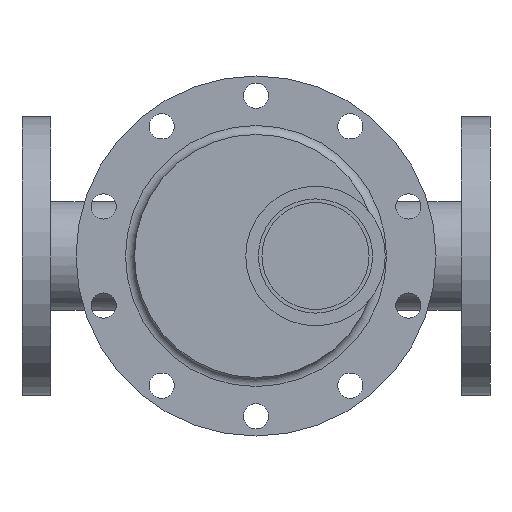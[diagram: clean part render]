
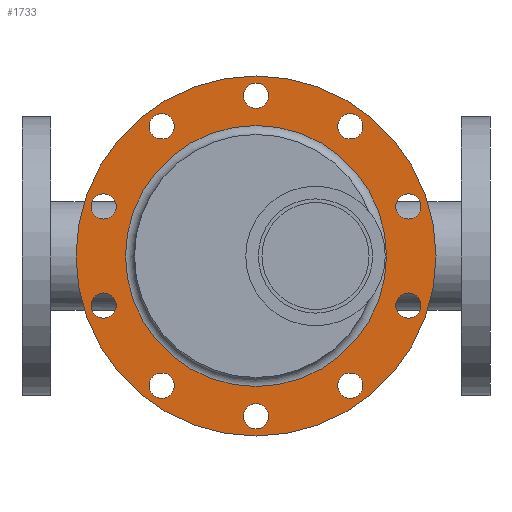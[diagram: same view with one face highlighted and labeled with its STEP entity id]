
A CAD part, left-side view. The second image highlights one B-rep face of the part: STEP entity #1733.
In plain terms, the highlighted planar face has unit normal (-1, 0, 0).
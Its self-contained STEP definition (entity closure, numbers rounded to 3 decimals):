
#113=FACE_BOUND('',#429,.T.);
#114=FACE_BOUND('',#430,.T.);
#115=FACE_BOUND('',#431,.T.);
#116=FACE_BOUND('',#432,.T.);
#117=FACE_BOUND('',#433,.T.);
#118=FACE_BOUND('',#434,.T.);
#119=FACE_BOUND('',#435,.T.);
#120=FACE_BOUND('',#436,.T.);
#121=FACE_BOUND('',#437,.T.);
#122=FACE_BOUND('',#438,.T.);
#123=FACE_BOUND('',#439,.T.);
#152=PLANE('',#1970);
#243=FACE_OUTER_BOUND('',#428,.T.);
#428=EDGE_LOOP('',(#1497));
#429=EDGE_LOOP('',(#1498));
#430=EDGE_LOOP('',(#1499));
#431=EDGE_LOOP('',(#1500));
#432=EDGE_LOOP('',(#1501));
#433=EDGE_LOOP('',(#1502));
#434=EDGE_LOOP('',(#1503));
#435=EDGE_LOOP('',(#1504));
#436=EDGE_LOOP('',(#1505));
#437=EDGE_LOOP('',(#1506));
#438=EDGE_LOOP('',(#1507));
#439=EDGE_LOOP('',(#1508));
#731=CIRCLE('',#1968,72.5);
#733=CIRCLE('',#1971,100.);
#734=CIRCLE('',#1972,7.);
#735=CIRCLE('',#1973,7.);
#736=CIRCLE('',#1974,7.);
#737=CIRCLE('',#1975,7.);
#738=CIRCLE('',#1976,7.);
#739=CIRCLE('',#1977,7.);
#740=CIRCLE('',#1978,7.);
#741=CIRCLE('',#1979,7.);
#742=CIRCLE('',#1980,7.);
#743=CIRCLE('',#1981,7.);
#881=VERTEX_POINT('',#3216);
#882=VERTEX_POINT('',#3220);
#883=VERTEX_POINT('',#3222);
#884=VERTEX_POINT('',#3224);
#885=VERTEX_POINT('',#3226);
#886=VERTEX_POINT('',#3228);
#887=VERTEX_POINT('',#3230);
#888=VERTEX_POINT('',#3232);
#889=VERTEX_POINT('',#3234);
#890=VERTEX_POINT('',#3236);
#891=VERTEX_POINT('',#3238);
#892=VERTEX_POINT('',#3240);
#1090=EDGE_CURVE('',#881,#881,#731,.T.);
#1092=EDGE_CURVE('',#882,#882,#733,.T.);
#1093=EDGE_CURVE('',#883,#883,#734,.T.);
#1094=EDGE_CURVE('',#884,#884,#735,.T.);
#1095=EDGE_CURVE('',#885,#885,#736,.T.);
#1096=EDGE_CURVE('',#886,#886,#737,.T.);
#1097=EDGE_CURVE('',#887,#887,#738,.T.);
#1098=EDGE_CURVE('',#888,#888,#739,.T.);
#1099=EDGE_CURVE('',#889,#889,#740,.T.);
#1100=EDGE_CURVE('',#890,#890,#741,.T.);
#1101=EDGE_CURVE('',#891,#891,#742,.T.);
#1102=EDGE_CURVE('',#892,#892,#743,.T.);
#1497=ORIENTED_EDGE('',*,*,#1092,.T.);
#1498=ORIENTED_EDGE('',*,*,#1093,.T.);
#1499=ORIENTED_EDGE('',*,*,#1094,.T.);
#1500=ORIENTED_EDGE('',*,*,#1095,.T.);
#1501=ORIENTED_EDGE('',*,*,#1096,.T.);
#1502=ORIENTED_EDGE('',*,*,#1097,.T.);
#1503=ORIENTED_EDGE('',*,*,#1098,.T.);
#1504=ORIENTED_EDGE('',*,*,#1099,.T.);
#1505=ORIENTED_EDGE('',*,*,#1100,.T.);
#1506=ORIENTED_EDGE('',*,*,#1101,.T.);
#1507=ORIENTED_EDGE('',*,*,#1102,.T.);
#1508=ORIENTED_EDGE('',*,*,#1090,.F.);
#1733=ADVANCED_FACE('',(#243,#113,#114,#115,#116,#117,#118,#119,#120,#121,
#122,#123),#152,.T.);
#1968=AXIS2_PLACEMENT_3D('',#3217,#2459,#2460);
#1970=AXIS2_PLACEMENT_3D('',#3219,#2463,#2464);
#1971=AXIS2_PLACEMENT_3D('',#3221,#2465,#2466);
#1972=AXIS2_PLACEMENT_3D('',#3223,#2467,#2468);
#1973=AXIS2_PLACEMENT_3D('',#3225,#2469,#2470);
#1974=AXIS2_PLACEMENT_3D('',#3227,#2471,#2472);
#1975=AXIS2_PLACEMENT_3D('',#3229,#2473,#2474);
#1976=AXIS2_PLACEMENT_3D('',#3231,#2475,#2476);
#1977=AXIS2_PLACEMENT_3D('',#3233,#2477,#2478);
#1978=AXIS2_PLACEMENT_3D('',#3235,#2479,#2480);
#1979=AXIS2_PLACEMENT_3D('',#3237,#2481,#2482);
#1980=AXIS2_PLACEMENT_3D('',#3239,#2483,#2484);
#1981=AXIS2_PLACEMENT_3D('',#3241,#2485,#2486);
#2459=DIRECTION('center_axis',(-1.,0.,0.));
#2460=DIRECTION('ref_axis',(0.,0.,1.));
#2463=DIRECTION('center_axis',(-1.,0.,0.));
#2464=DIRECTION('ref_axis',(0.,0.,1.));
#2465=DIRECTION('center_axis',(-1.,0.,0.));
#2466=DIRECTION('ref_axis',(0.,0.,1.));
#2467=DIRECTION('center_axis',(1.,0.,0.));
#2468=DIRECTION('ref_axis',(0.,0.,1.));
#2469=DIRECTION('center_axis',(1.,0.,0.));
#2470=DIRECTION('ref_axis',(0.,0.,1.));
#2471=DIRECTION('center_axis',(1.,0.,0.));
#2472=DIRECTION('ref_axis',(0.,0.,1.));
#2473=DIRECTION('center_axis',(1.,0.,0.));
#2474=DIRECTION('ref_axis',(0.,0.,1.));
#2475=DIRECTION('center_axis',(1.,0.,0.));
#2476=DIRECTION('ref_axis',(0.,0.,1.));
#2477=DIRECTION('center_axis',(1.,0.,0.));
#2478=DIRECTION('ref_axis',(0.,0.,1.));
#2479=DIRECTION('center_axis',(1.,0.,0.));
#2480=DIRECTION('ref_axis',(0.,0.,1.));
#2481=DIRECTION('center_axis',(1.,0.,0.));
#2482=DIRECTION('ref_axis',(0.,0.,1.));
#2483=DIRECTION('center_axis',(1.,0.,0.));
#2484=DIRECTION('ref_axis',(0.,0.,1.));
#2485=DIRECTION('center_axis',(1.,0.,0.));
#2486=DIRECTION('ref_axis',(0.,0.,1.));
#3216=CARTESIAN_POINT('',(-1024.,0.,-72.5));
#3217=CARTESIAN_POINT('Origin',(-1024.,0.,0.));
#3219=CARTESIAN_POINT('Origin',(-1024.,72.5,0.));
#3220=CARTESIAN_POINT('',(-1024.,-100.,0.));
#3221=CARTESIAN_POINT('Origin',(-1024.,0.,0.));
#3222=CARTESIAN_POINT('',(-1024.,-84.644,20.503));
#3223=CARTESIAN_POINT('Origin',(-1024.,-84.644,27.503));
#3224=CARTESIAN_POINT('',(-1024.,0.,82.));
#3225=CARTESIAN_POINT('Origin',(-1024.,0.,89.));
#3226=CARTESIAN_POINT('',(-1024.,-52.313,-79.003));
#3227=CARTESIAN_POINT('Origin',(-1024.,-52.313,-72.003));
#3228=CARTESIAN_POINT('',(-1024.,84.644,20.503));
#3229=CARTESIAN_POINT('Origin',(-1024.,84.644,27.503));
#3230=CARTESIAN_POINT('',(-1024.,84.644,-34.503));
#3231=CARTESIAN_POINT('Origin',(-1024.,84.644,-27.503));
#3232=CARTESIAN_POINT('',(-1024.,-84.644,-34.503));
#3233=CARTESIAN_POINT('Origin',(-1024.,-84.644,-27.503));
#3234=CARTESIAN_POINT('',(-1024.,-52.313,65.003));
#3235=CARTESIAN_POINT('Origin',(-1024.,-52.313,72.003));
#3236=CARTESIAN_POINT('',(-1024.,0.,-96.));
#3237=CARTESIAN_POINT('Origin',(-1024.,0.,-89.));
#3238=CARTESIAN_POINT('',(-1024.,52.313,65.003));
#3239=CARTESIAN_POINT('Origin',(-1024.,52.313,72.003));
#3240=CARTESIAN_POINT('',(-1024.,52.313,-79.003));
#3241=CARTESIAN_POINT('Origin',(-1024.,52.313,-72.003));
